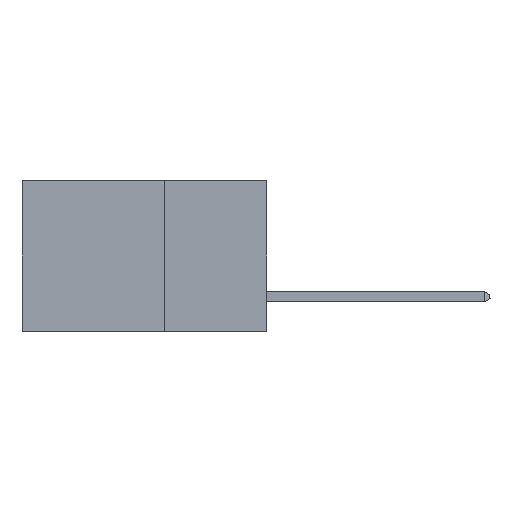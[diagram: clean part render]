
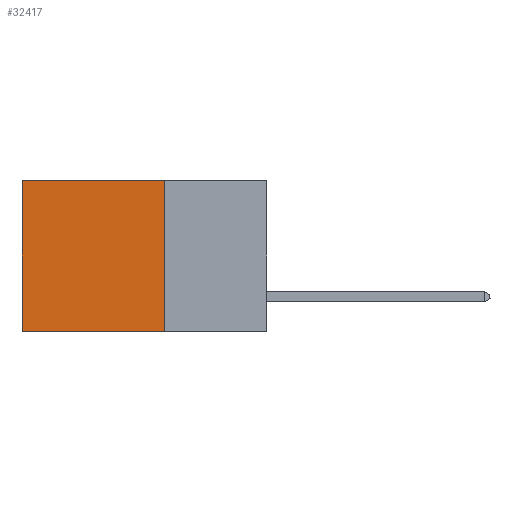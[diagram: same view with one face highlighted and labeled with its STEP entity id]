
A CAD part, left-side view. The second image highlights one B-rep face of the part: STEP entity #32417.
In plain terms, the highlighted planar face has unit normal (-1, 0, 0).
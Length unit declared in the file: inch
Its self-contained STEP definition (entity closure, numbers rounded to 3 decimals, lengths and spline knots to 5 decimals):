
#2035 = CARTESIAN_POINT ( 'NONE',  ( 0.2875, 0.25, -0.37 ) ) ;
#3780 = CARTESIAN_POINT ( 'NONE',  ( 0.2875, 0.25, 0. ) ) ;
#4152 = VECTOR ( 'NONE', #47252, 39.37008 ) ;
#4901 = LINE ( 'NONE', #2035, #43573 ) ;
#5155 = EDGE_CURVE ( 'NONE', #48706, #20684, #14466, .T. ) ;
#6273 = CARTESIAN_POINT ( 'NONE',  ( 0.2875, 0.6, -0.37 ) ) ;
#6789 = CARTESIAN_POINT ( 'NONE',  ( 0.2875, 0.25, 0. ) ) ;
#8074 = VERTEX_POINT ( 'NONE', #6789 ) ;
#8379 = EDGE_CURVE ( 'NONE', #8074, #26394, #17988, .T. ) ;
#11583 = DIRECTION ( 'NONE',  ( 0., 0., -1. ) ) ;
#14466 = LINE ( 'NONE', #27865, #4152 ) ;
#15418 = DIRECTION ( 'NONE',  ( 0., 1., 0. ) ) ;
#15740 = LINE ( 'NONE', #27091, #36242 ) ;
#17425 = DIRECTION ( 'NONE',  ( 0., 0., -1. ) ) ;
#17988 = LINE ( 'NONE', #36623, #27030 ) ;
#18973 = EDGE_LOOP ( 'NONE', ( #36212, #34201, #21222, #26892 ) ) ;
#20684 = VERTEX_POINT ( 'NONE', #6273 ) ;
#21222 = ORIENTED_EDGE ( 'NONE', *, *, #8379, .F. ) ;
#24659 = CARTESIAN_POINT ( 'NONE',  ( 0.2875, 0.6, 0. ) ) ;
#26196 = FACE_OUTER_BOUND ( 'NONE', #18973, .T. ) ;
#26394 = VERTEX_POINT ( 'NONE', #30267 ) ;
#26892 = ORIENTED_EDGE ( 'NONE', *, *, #27733, .T. ) ;
#27030 = VECTOR ( 'NONE', #17425, 39.37008 ) ;
#27091 = CARTESIAN_POINT ( 'NONE',  ( 0.2875, 0.25, 0. ) ) ;
#27733 = EDGE_CURVE ( 'NONE', #8074, #48706, #15740, .T. ) ;
#27865 = CARTESIAN_POINT ( 'NONE',  ( 0.2875, 0.6, 0. ) ) ;
#30267 = CARTESIAN_POINT ( 'NONE',  ( 0.2875, 0.25, -0.37 ) ) ;
#30874 = PLANE ( 'NONE',  #47298 ) ;
#32417 = ADVANCED_FACE ( 'NONE', ( #26196 ), #30874, .F. ) ;
#33041 = DIRECTION ( 'NONE',  ( 0., 1., 0. ) ) ;
#34201 = ORIENTED_EDGE ( 'NONE', *, *, #34660, .F. ) ;
#34660 = EDGE_CURVE ( 'NONE', #26394, #20684, #4901, .T. ) ;
#34711 = DIRECTION ( 'NONE',  ( 1., 0., 0. ) ) ;
#36212 = ORIENTED_EDGE ( 'NONE', *, *, #5155, .T. ) ;
#36242 = VECTOR ( 'NONE', #15418, 39.37008 ) ;
#36623 = CARTESIAN_POINT ( 'NONE',  ( 0.2875, 0.25, 0. ) ) ;
#43573 = VECTOR ( 'NONE', #33041, 39.37008 ) ;
#47252 = DIRECTION ( 'NONE',  ( 0., 0., -1. ) ) ;
#47298 = AXIS2_PLACEMENT_3D ( 'NONE', #3780, #34711, #11583 ) ;
#48706 = VERTEX_POINT ( 'NONE', #24659 ) ;
